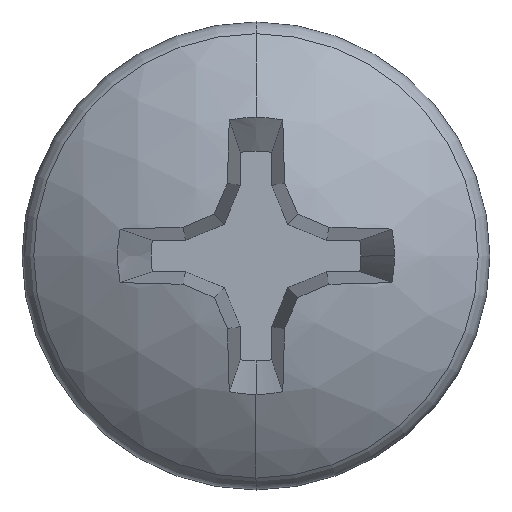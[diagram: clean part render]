
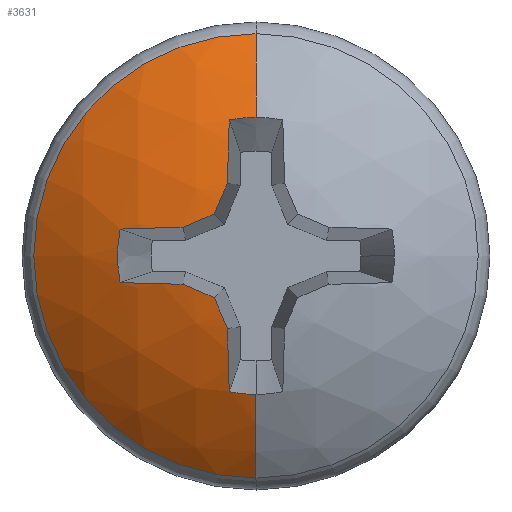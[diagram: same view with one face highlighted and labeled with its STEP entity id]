
A CAD part, top view. The second image highlights one B-rep face of the part: STEP entity #3631.
In plain terms, the highlighted spherical face has radius 5.936 mm.
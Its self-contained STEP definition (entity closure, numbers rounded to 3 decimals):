
#13 = ORIENTED_EDGE ( 'NONE', *, *, #2082, .T. ) ;
#25 = CARTESIAN_POINT ( 'NONE',  ( 0., 3.799, 7.725 ) ) ;
#43 = CARTESIAN_POINT ( 'NONE',  ( 0., 0., 7.725 ) ) ;
#53 = VERTEX_POINT ( 'NONE', #1112 ) ;
#75 = AXIS2_PLACEMENT_3D ( 'NONE', #1357, #1936, #3059 ) ;
#81 = CIRCLE ( 'NONE', #2676, 5.936 ) ;
#83 = CARTESIAN_POINT ( 'NONE',  ( -2.323, -0.457, 8.607 ) ) ;
#93 = DIRECTION ( 'NONE',  ( 0., 0., 1. ) ) ;
#111 = EDGE_CURVE ( 'NONE', #2349, #320, #1059, .T. ) ;
#123 = DIRECTION ( 'NONE',  ( 0., 1., 0. ) ) ;
#135 = AXIS2_PLACEMENT_3D ( 'NONE', #2403, #3496, #973 ) ;
#145 = EDGE_CURVE ( 'NONE', #767, #2198, #761, .T. ) ;
#152 = VERTEX_POINT ( 'NONE', #25 ) ;
#160 = DIRECTION ( 'NONE',  ( 0., 0., -1. ) ) ;
#168 = CARTESIAN_POINT ( 'NONE',  ( -0.487, -1.247, 8.947 ) ) ;
#194 = ORIENTED_EDGE ( 'NONE', *, *, #111, .F. ) ;
#320 = VERTEX_POINT ( 'NONE', #559 ) ;
#331 = CIRCLE ( 'NONE', #135, 5.921 ) ;
#343 = DIRECTION ( 'NONE',  ( -0.924, 0.383, 0. ) ) ;
#348 = DIRECTION ( 'NONE',  ( 0., -1., 0. ) ) ;
#408 = EDGE_LOOP ( 'NONE', ( #13, #674, #3090, #1064, #1929, #3150, #2255, #3447, #1184, #976, #194, #2533, #3633, #962 ) ) ;
#420 = CIRCLE ( 'NONE', #2977, 5.921 ) ;
#435 = FACE_OUTER_BOUND ( 'NONE', #408, .T. ) ;
#442 = DIRECTION ( 'NONE',  ( 1., 0., 0. ) ) ;
#444 = AXIS2_PLACEMENT_3D ( 'NONE', #1378, #3371, #3358 ) ;
#461 = CIRCLE ( 'NONE', #1919, 5.936 ) ;
#518 = DIRECTION ( 'NONE',  ( 0.996, 0., 0.087 ) ) ;
#542 = CIRCLE ( 'NONE', #3509, 5.936 ) ;
#559 = CARTESIAN_POINT ( 'NONE',  ( -0.714, 0.714, 9.014 ) ) ;
#595 = DIRECTION ( 'NONE',  ( -1., 0., 0. ) ) ;
#605 = EDGE_CURVE ( 'NONE', #2526, #3454, #2227, .T. ) ;
#626 = VERTEX_POINT ( 'NONE', #905 ) ;
#636 = DIRECTION ( 'NONE',  ( 0., -1., 0. ) ) ;
#674 = ORIENTED_EDGE ( 'NONE', *, *, #3309, .T. ) ;
#761 = CIRCLE ( 'NONE', #75, 2.368 ) ;
#767 = VERTEX_POINT ( 'NONE', #1568 ) ;
#844 = CARTESIAN_POINT ( 'NONE',  ( -0.386, 0.16, 3.127 ) ) ;
#896 = CIRCLE ( 'NONE', #1997, 5.936 ) ;
#905 = CARTESIAN_POINT ( 'NONE',  ( -0.714, -0.714, 9.014 ) ) ;
#942 = CARTESIAN_POINT ( 'NONE',  ( 0., 0., 3.164 ) ) ;
#962 = ORIENTED_EDGE ( 'NONE', *, *, #3002, .F. ) ;
#973 = DIRECTION ( 'NONE',  ( -0.383, 0.924, 0. ) ) ;
#976 = ORIENTED_EDGE ( 'NONE', *, *, #1852, .F. ) ;
#1041 = EDGE_CURVE ( 'NONE', #1448, #626, #420, .T. ) ;
#1059 = CIRCLE ( 'NONE', #1291, 5.921 ) ;
#1064 = ORIENTED_EDGE ( 'NONE', *, *, #2044, .F. ) ;
#1112 = CARTESIAN_POINT ( 'NONE',  ( 0., -3.799, 7.725 ) ) ;
#1184 = ORIENTED_EDGE ( 'NONE', *, *, #2365, .F. ) ;
#1228 = DIRECTION ( 'NONE',  ( -1., 0., 0. ) ) ;
#1291 = AXIS2_PLACEMENT_3D ( 'NONE', #844, #1657, #1676 ) ;
#1312 = DIRECTION ( 'NONE',  ( 0.996, 0., 0.087 ) ) ;
#1357 = CARTESIAN_POINT ( 'NONE',  ( 0., 0., 8.607 ) ) ;
#1375 = EDGE_CURVE ( 'NONE', #3469, #2349, #81, .T. ) ;
#1378 = CARTESIAN_POINT ( 'NONE',  ( 0., 0., 3.164 ) ) ;
#1394 = CARTESIAN_POINT ( 'NONE',  ( 0.019, 0., 3.165 ) ) ;
#1395 = AXIS2_PLACEMENT_3D ( 'NONE', #43, #93, #348 ) ;
#1448 = VERTEX_POINT ( 'NONE', #2434 ) ;
#1497 = EDGE_CURVE ( 'NONE', #1559, #3469, #2122, .T. ) ;
#1504 = AXIS2_PLACEMENT_3D ( 'NONE', #1877, #2179, #1587 ) ;
#1559 = VERTEX_POINT ( 'NONE', #3465 ) ;
#1568 = CARTESIAN_POINT ( 'NONE',  ( -2.323, 0.457, 8.607 ) ) ;
#1585 = DIRECTION ( 'NONE',  ( 0., 0., 1. ) ) ;
#1587 = DIRECTION ( 'NONE',  ( 0.924, 0.383, 0. ) ) ;
#1593 = AXIS2_PLACEMENT_3D ( 'NONE', #1748, #2328, #123 ) ;
#1640 = EDGE_CURVE ( 'NONE', #626, #2430, #331, .T. ) ;
#1657 = DIRECTION ( 'NONE',  ( 0.92, -0.381, 0.087 ) ) ;
#1667 = CARTESIAN_POINT ( 'NONE',  ( 0.019, 0., 3.165 ) ) ;
#1676 = DIRECTION ( 'NONE',  ( 0.383, 0.924, 0. ) ) ;
#1677 = AXIS2_PLACEMENT_3D ( 'NONE', #1394, #518, #1955 ) ;
#1681 = CIRCLE ( 'NONE', #1677, 5.936 ) ;
#1748 = CARTESIAN_POINT ( 'NONE',  ( 0., 0., 8.607 ) ) ;
#1749 = CARTESIAN_POINT ( 'NONE',  ( 0., 0.019, 3.165 ) ) ;
#1852 = EDGE_CURVE ( 'NONE', #320, #3166, #2540, .T. ) ;
#1855 = DIRECTION ( 'NONE',  ( 0., -0.087, -0.996 ) ) ;
#1877 = CARTESIAN_POINT ( 'NONE',  ( -0.16, 0.386, 3.127 ) ) ;
#1898 = CIRCLE ( 'NONE', #1395, 3.799 ) ;
#1919 = AXIS2_PLACEMENT_3D ( 'NONE', #942, #1228, #636 ) ;
#1929 = ORIENTED_EDGE ( 'NONE', *, *, #1640, .F. ) ;
#1936 = DIRECTION ( 'NONE',  ( 0., 0., 1. ) ) ;
#1955 = DIRECTION ( 'NONE',  ( 0.087, 0., -0.996 ) ) ;
#1997 = AXIS2_PLACEMENT_3D ( 'NONE', #2098, #442, #160 ) ;
#2020 = CARTESIAN_POINT ( 'NONE',  ( -0.16, -0.386, 3.127 ) ) ;
#2044 = EDGE_CURVE ( 'NONE', #2430, #2526, #1681, .T. ) ;
#2051 = AXIS2_PLACEMENT_3D ( 'NONE', #3540, #3238, #1855 ) ;
#2082 = EDGE_CURVE ( 'NONE', #152, #53, #1898, .T. ) ;
#2098 = CARTESIAN_POINT ( 'NONE',  ( 0., 0., 3.164 ) ) ;
#2108 = CARTESIAN_POINT ( 'NONE',  ( -0.457, 2.323, 8.607 ) ) ;
#2122 = CIRCLE ( 'NONE', #2125, 2.368 ) ;
#2125 = AXIS2_PLACEMENT_3D ( 'NONE', #3008, #1585, #595 ) ;
#2179 = DIRECTION ( 'NONE',  ( 0.381, -0.92, 0.087 ) ) ;
#2192 = EDGE_CURVE ( 'NONE', #2198, #1448, #542, .T. ) ;
#2198 = VERTEX_POINT ( 'NONE', #83 ) ;
#2227 = CIRCLE ( 'NONE', #1593, 2.368 ) ;
#2255 = ORIENTED_EDGE ( 'NONE', *, *, #2192, .F. ) ;
#2274 = DIRECTION ( 'NONE',  ( 0., -0.087, 0.996 ) ) ;
#2328 = DIRECTION ( 'NONE',  ( 0., 0., 1. ) ) ;
#2349 = VERTEX_POINT ( 'NONE', #3513 ) ;
#2365 = EDGE_CURVE ( 'NONE', #3166, #767, #2839, .T. ) ;
#2403 = CARTESIAN_POINT ( 'NONE',  ( -0.386, -0.16, 3.127 ) ) ;
#2430 = VERTEX_POINT ( 'NONE', #168 ) ;
#2434 = CARTESIAN_POINT ( 'NONE',  ( -1.247, -0.487, 8.947 ) ) ;
#2526 = VERTEX_POINT ( 'NONE', #3031 ) ;
#2533 = ORIENTED_EDGE ( 'NONE', *, *, #1375, .F. ) ;
#2540 = CIRCLE ( 'NONE', #1504, 5.921 ) ;
#2676 = AXIS2_PLACEMENT_3D ( 'NONE', #1667, #1312, #3295 ) ;
#2709 = CARTESIAN_POINT ( 'NONE',  ( -1.247, 0.487, 8.947 ) ) ;
#2769 = SPHERICAL_SURFACE ( 'NONE', #444, 5.936 ) ;
#2839 = CIRCLE ( 'NONE', #2051, 5.936 ) ;
#2977 = AXIS2_PLACEMENT_3D ( 'NONE', #2020, #3122, #343 ) ;
#3002 = EDGE_CURVE ( 'NONE', #152, #1559, #896, .T. ) ;
#3008 = CARTESIAN_POINT ( 'NONE',  ( 0., 0., 8.607 ) ) ;
#3031 = CARTESIAN_POINT ( 'NONE',  ( -0.457, -2.323, 8.607 ) ) ;
#3059 = DIRECTION ( 'NONE',  ( -1., 0., 0. ) ) ;
#3090 = ORIENTED_EDGE ( 'NONE', *, *, #605, .F. ) ;
#3122 = DIRECTION ( 'NONE',  ( 0.381, 0.92, 0.087 ) ) ;
#3130 = DIRECTION ( 'NONE',  ( 0., 0.996, 0.087 ) ) ;
#3150 = ORIENTED_EDGE ( 'NONE', *, *, #1041, .F. ) ;
#3166 = VERTEX_POINT ( 'NONE', #2709 ) ;
#3238 = DIRECTION ( 'NONE',  ( 0., -0.996, 0.087 ) ) ;
#3252 = CARTESIAN_POINT ( 'NONE',  ( 0., -2.368, 8.607 ) ) ;
#3295 = DIRECTION ( 'NONE',  ( 0.087, 0., -0.996 ) ) ;
#3309 = EDGE_CURVE ( 'NONE', #53, #3454, #461, .T. ) ;
#3358 = DIRECTION ( 'NONE',  ( 0., 1., 0. ) ) ;
#3371 = DIRECTION ( 'NONE',  ( -1., 0., 0. ) ) ;
#3447 = ORIENTED_EDGE ( 'NONE', *, *, #145, .F. ) ;
#3454 = VERTEX_POINT ( 'NONE', #3252 ) ;
#3465 = CARTESIAN_POINT ( 'NONE',  ( 0., 2.368, 8.607 ) ) ;
#3469 = VERTEX_POINT ( 'NONE', #2108 ) ;
#3496 = DIRECTION ( 'NONE',  ( 0.92, 0.381, 0.087 ) ) ;
#3509 = AXIS2_PLACEMENT_3D ( 'NONE', #1749, #3130, #2274 ) ;
#3513 = CARTESIAN_POINT ( 'NONE',  ( -0.487, 1.247, 8.947 ) ) ;
#3540 = CARTESIAN_POINT ( 'NONE',  ( 0., -0.019, 3.165 ) ) ;
#3631 = ADVANCED_FACE ( 'NONE', ( #435 ), #2769, .T. ) ;
#3633 = ORIENTED_EDGE ( 'NONE', *, *, #1497, .F. ) ;
